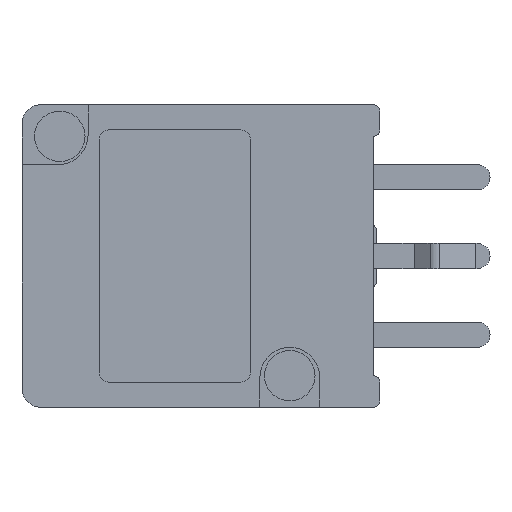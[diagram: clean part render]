
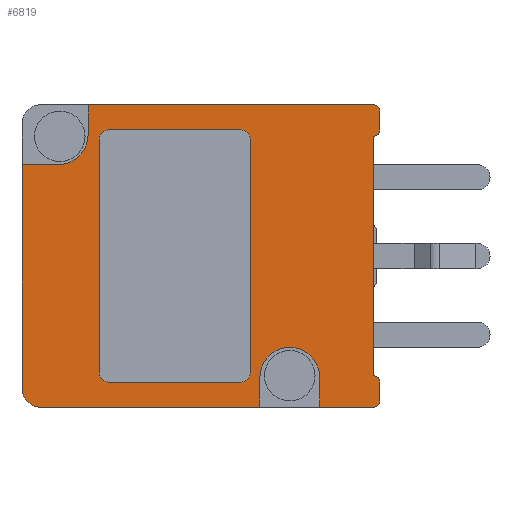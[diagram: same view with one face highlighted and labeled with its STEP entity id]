
A CAD part, left-side view. The second image highlights one B-rep face of the part: STEP entity #6819.
In plain terms, the highlighted planar face has unit normal (-1, 0, 0).
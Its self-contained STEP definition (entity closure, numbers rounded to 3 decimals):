
#123=DIRECTION('',(0.,0.,1.));
#124=VECTOR('',#123,7.6);
#125=CARTESIAN_POINT('',(-7.4,-6.3,-3.8));
#126=LINE('',#125,#124);
#233=DIRECTION('',(0.,-1.,0.));
#234=VECTOR('',#233,6.95);
#235=CARTESIAN_POINT('',(-7.4,4.25,-4.8));
#236=LINE('',#235,#234);
#241=DIRECTION('',(0.,-1.,0.));
#242=VECTOR('',#241,1.7);
#243=CARTESIAN_POINT('',(-7.4,-4.6,-4.8));
#244=LINE('',#243,#242);
#305=DIRECTION('',(0.,0.,-1.));
#306=VECTOR('',#305,7.1);
#307=CARTESIAN_POINT('',(-7.4,4.85,2.9));
#308=LINE('',#307,#306);
#317=DIRECTION('',(0.,1.,0.));
#318=VECTOR('',#317,9.05);
#319=CARTESIAN_POINT('',(-7.4,-6.3,4.8));
#320=LINE('',#319,#318);
#380=CARTESIAN_POINT('',(-7.4,3.7,3.85));
#381=DIRECTION('',(-1.,0.,0.));
#382=DIRECTION('',(0.,0.,-1.));
#383=AXIS2_PLACEMENT_3D('',#380,#381,#382);
#385=DIRECTION('',(0.,0.,1.));
#386=VECTOR('',#385,0.95);
#387=CARTESIAN_POINT('',(-7.4,2.75,3.85));
#388=LINE('',#387,#386);
#389=CARTESIAN_POINT('',(-7.4,-6.3,4.6));
#390=DIRECTION('',(1.,0.,0.));
#391=DIRECTION('',(0.,0.,1.));
#392=AXIS2_PLACEMENT_3D('',#389,#390,#391);
#394=CARTESIAN_POINT('',(-7.4,-6.3,4.));
#395=DIRECTION('',(1.,0.,0.));
#396=DIRECTION('',(0.,-1.,0.));
#397=AXIS2_PLACEMENT_3D('',#394,#395,#396);
#399=CARTESIAN_POINT('',(-7.4,-6.3,-4.));
#400=DIRECTION('',(1.,0.,0.));
#401=DIRECTION('',(0.,0.,1.));
#402=AXIS2_PLACEMENT_3D('',#399,#400,#401);
#404=CARTESIAN_POINT('',(-7.4,-6.3,-4.6));
#405=DIRECTION('',(1.,0.,0.));
#406=DIRECTION('',(0.,-1.,0.));
#407=AXIS2_PLACEMENT_3D('',#404,#405,#406);
#409=CARTESIAN_POINT('',(-7.4,-3.65,-3.85));
#410=DIRECTION('',(-1.,0.,0.));
#411=DIRECTION('',(0.,-1.,0.));
#412=AXIS2_PLACEMENT_3D('',#409,#410,#411);
#414=CARTESIAN_POINT('',(-7.4,-3.65,-3.85));
#415=DIRECTION('',(-1.,0.,0.));
#416=DIRECTION('',(0.,0.,1.));
#417=AXIS2_PLACEMENT_3D('',#414,#415,#416);
#419=DIRECTION('',(0.,0.,-1.));
#420=VECTOR('',#419,0.95);
#421=CARTESIAN_POINT('',(-7.4,-2.7,-3.85));
#422=LINE('',#421,#420);
#423=CARTESIAN_POINT('',(-7.4,4.25,-4.2));
#424=DIRECTION('',(1.,0.,0.));
#425=DIRECTION('',(0.,0.,-1.));
#426=AXIS2_PLACEMENT_3D('',#423,#424,#425);
#428=CARTESIAN_POINT('',(-7.4,2.1,-3.7));
#429=DIRECTION('',(-1.,0.,0.));
#430=DIRECTION('',(0.,1.,0.));
#431=AXIS2_PLACEMENT_3D('',#428,#429,#430);
#433=CARTESIAN_POINT('',(-7.4,-2.1,-3.7));
#434=DIRECTION('',(-1.,0.,0.));
#435=DIRECTION('',(0.,0.,-1.));
#436=AXIS2_PLACEMENT_3D('',#433,#434,#435);
#438=CARTESIAN_POINT('',(-7.4,-2.1,3.7));
#439=DIRECTION('',(-1.,0.,0.));
#440=DIRECTION('',(0.,-1.,0.));
#441=AXIS2_PLACEMENT_3D('',#438,#439,#440);
#443=CARTESIAN_POINT('',(-7.4,2.1,3.7));
#444=DIRECTION('',(-1.,0.,0.));
#445=DIRECTION('',(0.,0.,1.));
#446=AXIS2_PLACEMENT_3D('',#443,#444,#445);
#448=DIRECTION('',(0.,1.,0.));
#449=VECTOR('',#448,1.15);
#450=CARTESIAN_POINT('',(-7.4,3.7,2.9));
#451=LINE('',#450,#449);
#522=DIRECTION('',(0.,0.,1.));
#523=VECTOR('',#522,0.6);
#524=CARTESIAN_POINT('',(-7.4,-6.5,4.));
#525=LINE('',#524,#523);
#538=DIRECTION('',(0.,0.,1.));
#539=VECTOR('',#538,0.6);
#540=CARTESIAN_POINT('',(-7.4,-6.5,-4.6));
#541=LINE('',#540,#539);
#550=DIRECTION('',(0.,0.,-1.));
#551=VECTOR('',#550,0.95);
#552=CARTESIAN_POINT('',(-7.4,-4.6,-3.85));
#553=LINE('',#552,#551);
#624=DIRECTION('',(0.,0.,1.));
#625=VECTOR('',#624,7.4);
#626=CARTESIAN_POINT('',(-7.4,2.4,-3.7));
#627=LINE('',#626,#625);
#636=DIRECTION('',(0.,-1.,0.));
#637=VECTOR('',#636,4.2);
#638=CARTESIAN_POINT('',(-7.4,2.1,4.));
#639=LINE('',#638,#637);
#648=DIRECTION('',(0.,0.,-1.));
#649=VECTOR('',#648,7.4);
#650=CARTESIAN_POINT('',(-7.4,-2.4,3.7));
#651=LINE('',#650,#649);
#660=DIRECTION('',(0.,1.,0.));
#661=VECTOR('',#660,4.2);
#662=CARTESIAN_POINT('',(-7.4,-2.1,-4.));
#663=LINE('',#662,#661);
#5298=CARTESIAN_POINT('',(-7.4,-6.3,-3.8));
#5299=VERTEX_POINT('',#5298);
#5300=CARTESIAN_POINT('',(-7.4,-6.3,3.8));
#5301=VERTEX_POINT('',#5300);
#5446=CARTESIAN_POINT('',(-7.4,-6.5,4.));
#5447=VERTEX_POINT('',#5446);
#5448=CARTESIAN_POINT('',(-7.4,3.7,2.9));
#5449=CARTESIAN_POINT('',(-7.4,4.85,2.9));
#5450=VERTEX_POINT('',#5448);
#5451=VERTEX_POINT('',#5449);
#5452=CARTESIAN_POINT('',(-7.4,2.75,3.85));
#5453=VERTEX_POINT('',#5452);
#5454=CARTESIAN_POINT('',(-7.4,2.75,4.8));
#5455=VERTEX_POINT('',#5454);
#5456=CARTESIAN_POINT('',(-7.4,-6.3,4.8));
#5457=VERTEX_POINT('',#5456);
#5458=CARTESIAN_POINT('',(-7.4,-6.5,4.6));
#5459=VERTEX_POINT('',#5458);
#5460=CARTESIAN_POINT('',(-7.4,-6.5,-4.));
#5461=VERTEX_POINT('',#5460);
#5462=CARTESIAN_POINT('',(-7.4,-6.5,-4.6));
#5463=VERTEX_POINT('',#5462);
#5464=CARTESIAN_POINT('',(-7.4,-6.3,-4.8));
#5465=VERTEX_POINT('',#5464);
#5466=CARTESIAN_POINT('',(-7.4,-4.6,-4.8));
#5467=VERTEX_POINT('',#5466);
#5468=CARTESIAN_POINT('',(-7.4,-4.6,-3.85));
#5469=VERTEX_POINT('',#5468);
#5470=CARTESIAN_POINT('',(-7.4,-3.65,-2.9));
#5471=VERTEX_POINT('',#5470);
#5472=CARTESIAN_POINT('',(-7.4,-2.7,-3.85));
#5473=VERTEX_POINT('',#5472);
#5474=CARTESIAN_POINT('',(-7.4,-2.7,-4.8));
#5475=VERTEX_POINT('',#5474);
#5476=CARTESIAN_POINT('',(-7.4,4.25,-4.8));
#5477=VERTEX_POINT('',#5476);
#5478=CARTESIAN_POINT('',(-7.4,4.85,-4.2));
#5479=VERTEX_POINT('',#5478);
#5480=CARTESIAN_POINT('',(-7.4,2.4,-3.7));
#5481=CARTESIAN_POINT('',(-7.4,2.1,-4.));
#5482=VERTEX_POINT('',#5480);
#5483=VERTEX_POINT('',#5481);
#5484=CARTESIAN_POINT('',(-7.4,-2.1,-4.));
#5485=VERTEX_POINT('',#5484);
#5486=CARTESIAN_POINT('',(-7.4,-2.4,-3.7));
#5487=VERTEX_POINT('',#5486);
#5488=CARTESIAN_POINT('',(-7.4,-2.4,3.7));
#5489=VERTEX_POINT('',#5488);
#5490=CARTESIAN_POINT('',(-7.4,-2.1,4.));
#5491=VERTEX_POINT('',#5490);
#5492=CARTESIAN_POINT('',(-7.4,2.1,4.));
#5493=VERTEX_POINT('',#5492);
#5494=CARTESIAN_POINT('',(-7.4,2.4,3.7));
#5495=VERTEX_POINT('',#5494);
#6763=CARTESIAN_POINT('',(-7.4,0.,0.));
#6764=DIRECTION('',(1.,0.,0.));
#6765=DIRECTION('',(0.,-1.,0.));
#6766=AXIS2_PLACEMENT_3D('',#6763,#6764,#6765);
#6767=PLANE('',#6766);
#6769=ORIENTED_EDGE('',*,*,#6768,.F.);
#6771=ORIENTED_EDGE('',*,*,#6770,.T.);
#6773=ORIENTED_EDGE('',*,*,#6772,.T.);
#6774=ORIENTED_EDGE('',*,*,#6666,.F.);
#6776=ORIENTED_EDGE('',*,*,#6775,.T.);
#6778=ORIENTED_EDGE('',*,*,#6777,.F.);
#6779=ORIENTED_EDGE('',*,*,#6755,.T.);
#6780=ORIENTED_EDGE('',*,*,#6348,.F.);
#6782=ORIENTED_EDGE('',*,*,#6781,.T.);
#6784=ORIENTED_EDGE('',*,*,#6783,.F.);
#6786=ORIENTED_EDGE('',*,*,#6785,.T.);
#6787=ORIENTED_EDGE('',*,*,#6509,.F.);
#6789=ORIENTED_EDGE('',*,*,#6788,.F.);
#6791=ORIENTED_EDGE('',*,*,#6790,.T.);
#6793=ORIENTED_EDGE('',*,*,#6792,.T.);
#6795=ORIENTED_EDGE('',*,*,#6794,.T.);
#6796=ORIENTED_EDGE('',*,*,#6501,.F.);
#6797=ORIENTED_EDGE('',*,*,#6569,.T.);
#6798=ORIENTED_EDGE('',*,*,#6588,.F.);
#6799=EDGE_LOOP('',(#6769,#6771,#6773,#6774,#6776,#6778,#6779,#6780,#6782,#6784,
#6786,#6787,#6789,#6791,#6793,#6795,#6796,#6797,#6798));
#6800=FACE_OUTER_BOUND('',#6799,.F.);
#6802=ORIENTED_EDGE('',*,*,#6801,.T.);
#6804=ORIENTED_EDGE('',*,*,#6803,.F.);
#6806=ORIENTED_EDGE('',*,*,#6805,.T.);
#6808=ORIENTED_EDGE('',*,*,#6807,.F.);
#6810=ORIENTED_EDGE('',*,*,#6809,.T.);
#6812=ORIENTED_EDGE('',*,*,#6811,.F.);
#6814=ORIENTED_EDGE('',*,*,#6813,.T.);
#6816=ORIENTED_EDGE('',*,*,#6815,.F.);
#6817=EDGE_LOOP('',(#6802,#6804,#6806,#6808,#6810,#6812,#6814,#6816));
#6818=FACE_BOUND('',#6817,.F.);
#6819=ADVANCED_FACE('',(#6800,#6818),#6767,.F.);
#384=CIRCLE('',#383,0.95);
#393=CIRCLE('',#392,0.2);
#398=CIRCLE('',#397,0.2);
#403=CIRCLE('',#402,0.2);
#408=CIRCLE('',#407,0.2);
#413=CIRCLE('',#412,0.95);
#418=CIRCLE('',#417,0.95);
#427=CIRCLE('',#426,0.6);
#432=CIRCLE('',#431,0.3);
#437=CIRCLE('',#436,0.3);
#442=CIRCLE('',#441,0.3);
#447=CIRCLE('',#446,0.3);
#6348=EDGE_CURVE('',#5299,#5301,#126,.T.);
#6501=EDGE_CURVE('',#5477,#5475,#236,.T.);
#6509=EDGE_CURVE('',#5467,#5465,#244,.T.);
#6569=EDGE_CURVE('',#5477,#5479,#427,.T.);
#6588=EDGE_CURVE('',#5451,#5479,#308,.T.);
#6666=EDGE_CURVE('',#5457,#5455,#320,.T.);
#6755=EDGE_CURVE('',#5447,#5301,#398,.T.);
#6768=EDGE_CURVE('',#5450,#5451,#451,.T.);
#6770=EDGE_CURVE('',#5450,#5453,#384,.T.);
#6772=EDGE_CURVE('',#5453,#5455,#388,.T.);
#6775=EDGE_CURVE('',#5457,#5459,#393,.T.);
#6777=EDGE_CURVE('',#5447,#5459,#525,.T.);
#6781=EDGE_CURVE('',#5299,#5461,#403,.T.);
#6783=EDGE_CURVE('',#5463,#5461,#541,.T.);
#6785=EDGE_CURVE('',#5463,#5465,#408,.T.);
#6788=EDGE_CURVE('',#5469,#5467,#553,.T.);
#6790=EDGE_CURVE('',#5469,#5471,#413,.T.);
#6792=EDGE_CURVE('',#5471,#5473,#418,.T.);
#6794=EDGE_CURVE('',#5473,#5475,#422,.T.);
#6801=EDGE_CURVE('',#5482,#5483,#432,.T.);
#6803=EDGE_CURVE('',#5485,#5483,#663,.T.);
#6805=EDGE_CURVE('',#5485,#5487,#437,.T.);
#6807=EDGE_CURVE('',#5489,#5487,#651,.T.);
#6809=EDGE_CURVE('',#5489,#5491,#442,.T.);
#6811=EDGE_CURVE('',#5493,#5491,#639,.T.);
#6813=EDGE_CURVE('',#5493,#5495,#447,.T.);
#6815=EDGE_CURVE('',#5482,#5495,#627,.T.);
